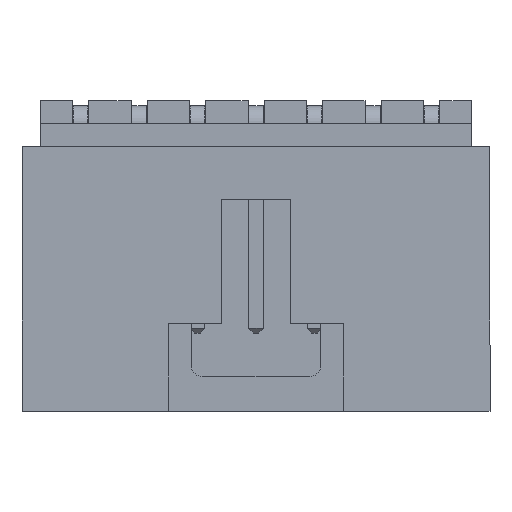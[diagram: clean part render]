
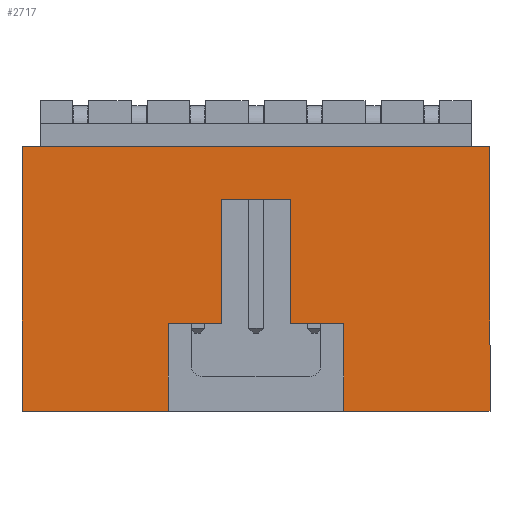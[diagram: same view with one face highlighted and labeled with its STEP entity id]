
A CAD part, top view. The second image highlights one B-rep face of the part: STEP entity #2717.
In plain terms, the highlighted planar face has unit normal (0, 0, 1).
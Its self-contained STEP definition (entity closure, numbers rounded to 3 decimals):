
#6 = ORIENTED_EDGE ( 'NONE', *, *, #1237, .T. ) ;
#77 = DIRECTION ( 'NONE',  ( 1., 0., 0. ) ) ;
#125 = EDGE_LOOP ( 'NONE', ( #6, #4572, #5251, #3522, #3056, #4075, #6395, #8757, #5043, #1643, #9559, #6822, #7583, #6622 ) ) ;
#269 = CARTESIAN_POINT ( 'NONE',  ( -10.165, -1.45, 5.3 ) ) ;
#447 = EDGE_CURVE ( 'NONE', #9681, #5187, #8882, .T. ) ;
#809 = VECTOR ( 'NONE', #3607, 1000. ) ;
#834 = CARTESIAN_POINT ( 'NONE',  ( 1.5, -9.15, 5.3 ) ) ;
#852 = EDGE_CURVE ( 'NONE', #5187, #1689, #1962, .T. ) ;
#875 = VECTOR ( 'NONE', #6677, 1000. ) ;
#933 = LINE ( 'NONE', #7614, #5158 ) ;
#959 = VECTOR ( 'NONE', #77, 1000. ) ;
#1017 = DIRECTION ( 'NONE',  ( 0., -1., 0. ) ) ;
#1110 = EDGE_CURVE ( 'NONE', #8597, #2889, #6555, .T. ) ;
#1237 = EDGE_CURVE ( 'NONE', #8389, #1689, #8673, .T. ) ;
#1567 = DIRECTION ( 'NONE',  ( 0., -1., 0. ) ) ;
#1643 = ORIENTED_EDGE ( 'NONE', *, *, #3256, .T. ) ;
#1689 = VERTEX_POINT ( 'NONE', #3168 ) ;
#1696 = FACE_OUTER_BOUND ( 'NONE', #125, .T. ) ;
#1771 = VECTOR ( 'NONE', #4188, 1000. ) ;
#1808 = DIRECTION ( 'NONE',  ( 1., 0., 0. ) ) ;
#1858 = CARTESIAN_POINT ( 'NONE',  ( 3.815, -9.15, 5.3 ) ) ;
#1920 = DIRECTION ( 'NONE',  ( 0., -1., 0. ) ) ;
#1962 = LINE ( 'NONE', #5081, #809 ) ;
#2004 = VERTEX_POINT ( 'NONE', #5019 ) ;
#2089 = LINE ( 'NONE', #7069, #6690 ) ;
#2190 = CARTESIAN_POINT ( 'NONE',  ( -10.165, -12.95, 5.3 ) ) ;
#2507 = CARTESIAN_POINT ( 'NONE',  ( -1.5, -9.15, 5.3 ) ) ;
#2583 = CARTESIAN_POINT ( 'NONE',  ( 1.5, 17.576, 5.3 ) ) ;
#2717 = ADVANCED_FACE ( 'NONE', ( #1696 ), #3559, .F. ) ;
#2856 = DIRECTION ( 'NONE',  ( 0., 0., -1. ) ) ;
#2889 = VERTEX_POINT ( 'NONE', #834 ) ;
#2921 = CARTESIAN_POINT ( 'NONE',  ( -3.815, -9.15, 5.3 ) ) ;
#3056 = ORIENTED_EDGE ( 'NONE', *, *, #1110, .T. ) ;
#3168 = CARTESIAN_POINT ( 'NONE',  ( -2.815, -9.15, 5.3 ) ) ;
#3176 = CARTESIAN_POINT ( 'NONE',  ( 10.165, -12.95, 5.3 ) ) ;
#3213 = CARTESIAN_POINT ( 'NONE',  ( 1.5, -3.75, 5.3 ) ) ;
#3256 = EDGE_CURVE ( 'NONE', #5056, #5102, #7693, .T. ) ;
#3522 = ORIENTED_EDGE ( 'NONE', *, *, #7550, .T. ) ;
#3559 = PLANE ( 'NONE',  #4009 ) ;
#3607 = DIRECTION ( 'NONE',  ( -1., 0., 0. ) ) ;
#3715 = CARTESIAN_POINT ( 'NONE',  ( 1.5, -3.75, 5.3 ) ) ;
#3829 = VECTOR ( 'NONE', #9723, 1000. ) ;
#4009 = AXIS2_PLACEMENT_3D ( 'NONE', #8807, #2856, #6602 ) ;
#4075 = ORIENTED_EDGE ( 'NONE', *, *, #5847, .F. ) ;
#4132 = DIRECTION ( 'NONE',  ( -1., 0., 0. ) ) ;
#4188 = DIRECTION ( 'NONE',  ( -1., 0., 0. ) ) ;
#4195 = CARTESIAN_POINT ( 'NONE',  ( -3.815, -9.15, 5.3 ) ) ;
#4217 = VECTOR ( 'NONE', #1808, 1000. ) ;
#4319 = DIRECTION ( 'NONE',  ( 1., 0., 0. ) ) ;
#4524 = LINE ( 'NONE', #3715, #3829 ) ;
#4527 = CARTESIAN_POINT ( 'NONE',  ( 10.165, -1.45, 5.3 ) ) ;
#4530 = VECTOR ( 'NONE', #1920, 1000. ) ;
#4572 = ORIENTED_EDGE ( 'NONE', *, *, #852, .F. ) ;
#4712 = DIRECTION ( 'NONE',  ( 1., 0., 0. ) ) ;
#4721 = LINE ( 'NONE', #8694, #1771 ) ;
#4938 = DIRECTION ( 'NONE',  ( 0., -1., 0. ) ) ;
#4997 = CARTESIAN_POINT ( 'NONE',  ( 3.815, -9.15, 5.3 ) ) ;
#5019 = CARTESIAN_POINT ( 'NONE',  ( 3.815, -12.95, 5.3 ) ) ;
#5043 = ORIENTED_EDGE ( 'NONE', *, *, #6466, .T. ) ;
#5056 = VERTEX_POINT ( 'NONE', #3176 ) ;
#5081 = CARTESIAN_POINT ( 'NONE',  ( 2.815, -9.15, 5.3 ) ) ;
#5102 = VERTEX_POINT ( 'NONE', #4527 ) ;
#5158 = VECTOR ( 'NONE', #4712, 1000. ) ;
#5187 = VERTEX_POINT ( 'NONE', #2507 ) ;
#5251 = ORIENTED_EDGE ( 'NONE', *, *, #447, .F. ) ;
#5270 = EDGE_CURVE ( 'NONE', #8389, #5563, #9156, .T. ) ;
#5563 = VERTEX_POINT ( 'NONE', #5959 ) ;
#5646 = CARTESIAN_POINT ( 'NONE',  ( 10.165, -12.95, 5.3 ) ) ;
#5736 = VECTOR ( 'NONE', #1017, 1000. ) ;
#5847 = EDGE_CURVE ( 'NONE', #7231, #2889, #2089, .T. ) ;
#5925 = LINE ( 'NONE', #2190, #875 ) ;
#5959 = CARTESIAN_POINT ( 'NONE',  ( -3.815, -12.95, 5.3 ) ) ;
#6066 = LINE ( 'NONE', #1858, #4530 ) ;
#6395 = ORIENTED_EDGE ( 'NONE', *, *, #8537, .T. ) ;
#6439 = CARTESIAN_POINT ( 'NONE',  ( 2.815, -9.15, 5.3 ) ) ;
#6466 = EDGE_CURVE ( 'NONE', #2004, #5056, #933, .T. ) ;
#6555 = LINE ( 'NONE', #2583, #5736 ) ;
#6567 = EDGE_CURVE ( 'NONE', #7939, #5563, #9731, .T. ) ;
#6582 = VERTEX_POINT ( 'NONE', #269 ) ;
#6602 = DIRECTION ( 'NONE',  ( -1., 0., 0. ) ) ;
#6622 = ORIENTED_EDGE ( 'NONE', *, *, #5270, .F. ) ;
#6677 = DIRECTION ( 'NONE',  ( 0., -1., 0. ) ) ;
#6690 = VECTOR ( 'NONE', #4132, 1000. ) ;
#6818 = CARTESIAN_POINT ( 'NONE',  ( -1.5, 17.576, 5.3 ) ) ;
#6822 = ORIENTED_EDGE ( 'NONE', *, *, #8996, .T. ) ;
#6902 = VECTOR ( 'NONE', #1567, 1000. ) ;
#7065 = LINE ( 'NONE', #7587, #959 ) ;
#7069 = CARTESIAN_POINT ( 'NONE',  ( 2.815, -9.15, 5.3 ) ) ;
#7143 = VECTOR ( 'NONE', #4938, 1000. ) ;
#7231 = VERTEX_POINT ( 'NONE', #6439 ) ;
#7283 = EDGE_CURVE ( 'NONE', #7709, #2004, #6066, .T. ) ;
#7550 = EDGE_CURVE ( 'NONE', #9681, #8597, #4524, .T. ) ;
#7583 = ORIENTED_EDGE ( 'NONE', *, *, #6567, .T. ) ;
#7587 = CARTESIAN_POINT ( 'NONE',  ( 3.815, -9.15, 5.3 ) ) ;
#7614 = CARTESIAN_POINT ( 'NONE',  ( 10.165, -12.95, 5.3 ) ) ;
#7693 = LINE ( 'NONE', #9554, #9553 ) ;
#7709 = VERTEX_POINT ( 'NONE', #4997 ) ;
#7939 = VERTEX_POINT ( 'NONE', #8328 ) ;
#7951 = CARTESIAN_POINT ( 'NONE',  ( -1.5, -3.75, 5.3 ) ) ;
#8169 = DIRECTION ( 'NONE',  ( 0., 1., 0. ) ) ;
#8328 = CARTESIAN_POINT ( 'NONE',  ( -10.165, -12.95, 5.3 ) ) ;
#8389 = VERTEX_POINT ( 'NONE', #4195 ) ;
#8537 = EDGE_CURVE ( 'NONE', #7231, #7709, #7065, .T. ) ;
#8597 = VERTEX_POINT ( 'NONE', #3213 ) ;
#8673 = LINE ( 'NONE', #9561, #9281 ) ;
#8694 = CARTESIAN_POINT ( 'NONE',  ( -10.165, -1.45, 5.3 ) ) ;
#8757 = ORIENTED_EDGE ( 'NONE', *, *, #7283, .T. ) ;
#8807 = CARTESIAN_POINT ( 'NONE',  ( 0., 0., 5.3 ) ) ;
#8882 = LINE ( 'NONE', #6818, #6902 ) ;
#8996 = EDGE_CURVE ( 'NONE', #6582, #7939, #5925, .T. ) ;
#9156 = LINE ( 'NONE', #2921, #7143 ) ;
#9281 = VECTOR ( 'NONE', #4319, 1000. ) ;
#9553 = VECTOR ( 'NONE', #8169, 1000. ) ;
#9554 = CARTESIAN_POINT ( 'NONE',  ( 10.165, -1.45, 5.3 ) ) ;
#9559 = ORIENTED_EDGE ( 'NONE', *, *, #9726, .T. ) ;
#9561 = CARTESIAN_POINT ( 'NONE',  ( -2.815, -9.15, 5.3 ) ) ;
#9681 = VERTEX_POINT ( 'NONE', #7951 ) ;
#9723 = DIRECTION ( 'NONE',  ( 1., 0., 0. ) ) ;
#9726 = EDGE_CURVE ( 'NONE', #5102, #6582, #4721, .T. ) ;
#9731 = LINE ( 'NONE', #5646, #4217 ) ;
